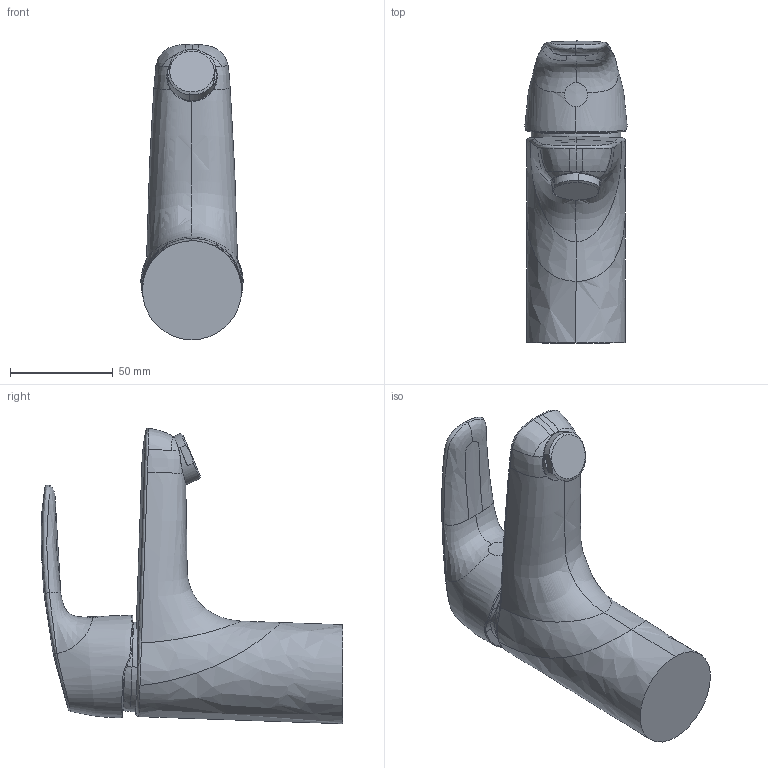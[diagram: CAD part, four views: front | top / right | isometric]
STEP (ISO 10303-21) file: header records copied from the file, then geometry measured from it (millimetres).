
FILE_DESCRIPTION (( 'STEP AP203' ), '1' );
FILE_NAME ('1010F-104(2017)+1010F-105(2017)+1010F-102(2022)+450622830002(2022)+450622830004(2022)+450622830005(2022).STEP', '2022-03-01T04:48:48', ( '' ), ( '' ), 'SwSTEP 2.0', 'SolidWorks 2016', '' );
FILE_SCHEMA (( 'CONFIG_CONTROL_DESIGN' ));
Length unit declared in the file: millimetre
Products named in the file (1): 1010F-104(2017)+1010F-105(2017)+1010F-102(2022)+450622830002(2022)+450622830004(2022)+450622830005(2022)
Bounding box: 49.68 x 146.87 x 143.85 mm (x, y, z)
Volume: 342371 mm3; surface area: 39004 mm2
Topology: 1 solids, 1 shells, 70 faces, 172 edges, 106 vertices
Faces by surface type: bspline 49, plane 10, cylinder 7, sphere 2, cone 2
Entity records: 23634 total; most frequent: CARTESIAN_POINT 22322, ORIENTED_EDGE 344, EDGE_CURVE 172, B_SPLINE_CURVE_WITH_KNOTS 129, DIRECTION 106, VERTEX_POINT 106, EDGE_LOOP 72, FACE_OUTER_BOUND 70
